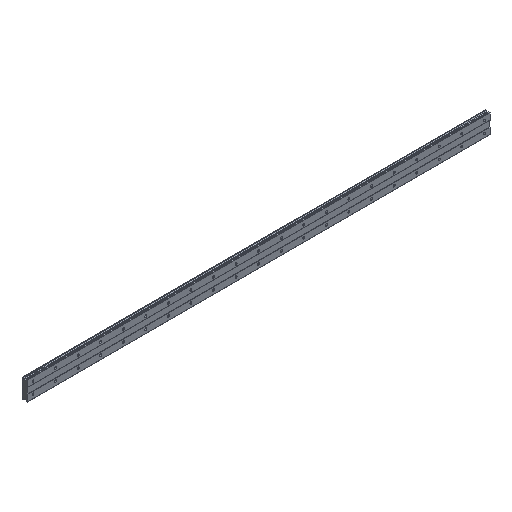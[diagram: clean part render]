
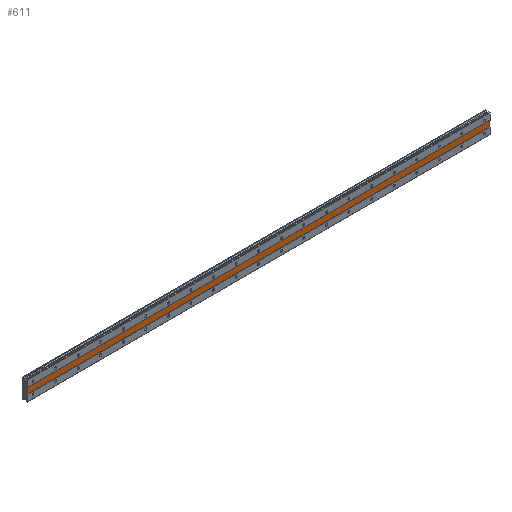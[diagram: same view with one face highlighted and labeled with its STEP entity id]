
A CAD part, isometric view. The second image highlights one B-rep face of the part: STEP entity #611.
In plain terms, the highlighted planar face has unit normal (0, -1, 0).
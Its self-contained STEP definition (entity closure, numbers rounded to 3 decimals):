
#402 = PLANE ( 'NONE',  #2037 ) ;
#611 = ADVANCED_FACE ( 'NONE', ( #4082 ), #402, .F. ) ;
#620 = EDGE_CURVE ( 'NONE', #2221, #4021, #2710, .T. ) ;
#663 = LINE ( 'NONE', #2979, #2137 ) ;
#677 = CARTESIAN_POINT ( 'NONE',  ( 1620., 1., -10. ) ) ;
#831 = LINE ( 'NONE', #3152, #1276 ) ;
#863 = ORIENTED_EDGE ( 'NONE', *, *, #7568, .T. ) ;
#1276 = VECTOR ( 'NONE', #5464, 1000. ) ;
#1719 = CARTESIAN_POINT ( 'NONE',  ( 1620., 1., 10. ) ) ;
#2037 = AXIS2_PLACEMENT_3D ( 'NONE', #4458, #6765, #6108 ) ;
#2137 = VECTOR ( 'NONE', #2419, 1000. ) ;
#2204 = DIRECTION ( 'NONE',  ( 1., 0., 0. ) ) ;
#2221 = VERTEX_POINT ( 'NONE', #3647 ) ;
#2419 = DIRECTION ( 'NONE',  ( 0., 0., -1. ) ) ;
#2462 = EDGE_CURVE ( 'NONE', #7411, #6509, #6331, .T. ) ;
#2710 = LINE ( 'NONE', #4913, #6305 ) ;
#2979 = CARTESIAN_POINT ( 'NONE',  ( 1620., 1., 34.482 ) ) ;
#3152 = CARTESIAN_POINT ( 'NONE',  ( -20., 1., 34.482 ) ) ;
#3316 = DIRECTION ( 'NONE',  ( 1., 0., 0. ) ) ;
#3345 = CARTESIAN_POINT ( 'NONE',  ( 1620., 1., -10. ) ) ;
#3647 = CARTESIAN_POINT ( 'NONE',  ( -20., 1., 10. ) ) ;
#3660 = EDGE_CURVE ( 'NONE', #4021, #6509, #663, .T. ) ;
#3664 = CARTESIAN_POINT ( 'NONE',  ( -20., 1., -10. ) ) ;
#4021 = VERTEX_POINT ( 'NONE', #1719 ) ;
#4073 = ORIENTED_EDGE ( 'NONE', *, *, #620, .F. ) ;
#4082 = FACE_OUTER_BOUND ( 'NONE', #5235, .T. ) ;
#4458 = CARTESIAN_POINT ( 'NONE',  ( 1620., 1., 10. ) ) ;
#4913 = CARTESIAN_POINT ( 'NONE',  ( 1620., 1., 10. ) ) ;
#5235 = EDGE_LOOP ( 'NONE', ( #5555, #6321, #4073, #863 ) ) ;
#5464 = DIRECTION ( 'NONE',  ( 0., 0., -1. ) ) ;
#5555 = ORIENTED_EDGE ( 'NONE', *, *, #2462, .T. ) ;
#5818 = VECTOR ( 'NONE', #2204, 1000. ) ;
#6108 = DIRECTION ( 'NONE',  ( 0., 0., 1. ) ) ;
#6305 = VECTOR ( 'NONE', #3316, 1000. ) ;
#6321 = ORIENTED_EDGE ( 'NONE', *, *, #3660, .F. ) ;
#6331 = LINE ( 'NONE', #3345, #5818 ) ;
#6509 = VERTEX_POINT ( 'NONE', #677 ) ;
#6765 = DIRECTION ( 'NONE',  ( 0., 1., 0. ) ) ;
#7411 = VERTEX_POINT ( 'NONE', #3664 ) ;
#7568 = EDGE_CURVE ( 'NONE', #2221, #7411, #831, .T. ) ;
